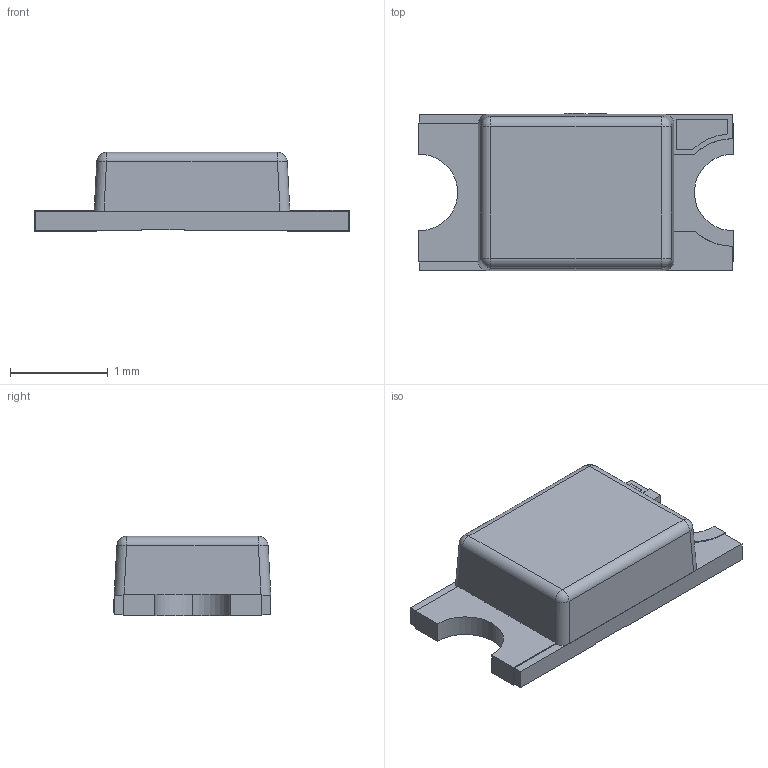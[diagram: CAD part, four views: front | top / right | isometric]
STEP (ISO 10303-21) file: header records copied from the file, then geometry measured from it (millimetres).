
FILE_DESCRIPTION (( 'STEP AP214' ), '1' );
FILE_NAME ('LED1206-FD_GREEN.step', '2022-07-08T13:32:19', ( '' ), ( '' ), 'SwSTEP 2.0', 'SolidWorks 2020', '' );
FILE_SCHEMA (( 'AUTOMOTIVE_DESIGN' ));
Length unit declared in the file: millimetre
Products named in the file (1): LED1206-FD_GREEN
Bounding box: 3.22 x 1.61 x 0.81 mm (x, y, z)
Volume: 2.9 mm3; surface area: 22.3 mm2
Topology: 2 solids, 2 shells, 353 faces, 949 edges, 628 vertices
Faces by surface type: plane 223, bspline 112, cylinder 14, sphere 4
Entity records: 16055 total; most frequent: CARTESIAN_POINT 4047, ORIENTED_EDGE 1898, DIRECTION 1227, EDGE_CURVE 949, LINE 691, VECTOR 691, VERTEX_POINT 628, EDGE_LOOP 381
